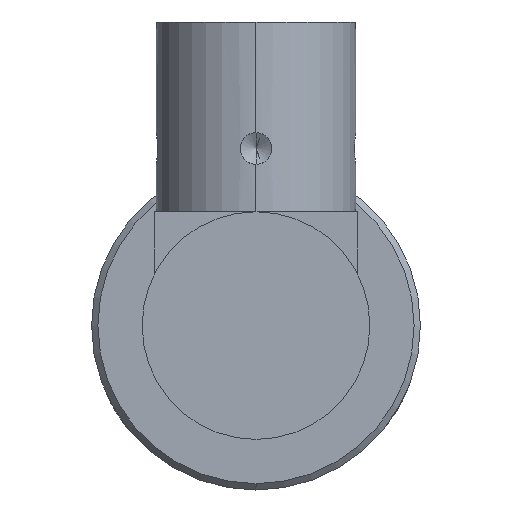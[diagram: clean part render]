
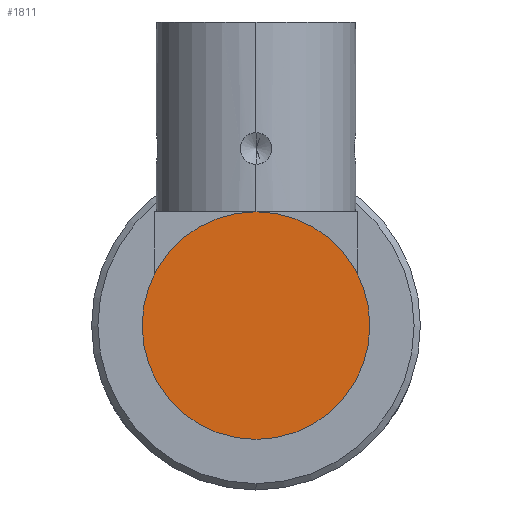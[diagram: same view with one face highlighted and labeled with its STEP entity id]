
A CAD part, left-side view. The second image highlights one B-rep face of the part: STEP entity #1811.
In plain terms, the highlighted planar face has unit normal (-1, 0, 0).
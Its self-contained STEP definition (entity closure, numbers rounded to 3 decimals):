
#136 = DIRECTION ( 'NONE',  ( 0., 0., 1. ) ) ;
#143 = DIRECTION ( 'NONE',  ( -1., 0., 0. ) ) ;
#151 = CARTESIAN_POINT ( 'NONE',  ( -101.1, 0., 0. ) ) ;
#445 = EDGE_LOOP ( 'NONE', ( #652, #668 ) ) ;
#555 = VERTEX_POINT ( 'NONE', #1284 ) ;
#568 = VERTEX_POINT ( 'NONE', #1302 ) ;
#652 = ORIENTED_EDGE ( 'NONE', *, *, #1585, .T. ) ;
#668 = ORIENTED_EDGE ( 'NONE', *, *, #1647, .T. ) ;
#802 = FACE_OUTER_BOUND ( 'NONE', #445, .T. ) ;
#943 = CIRCLE ( 'NONE', #1687, 9. ) ;
#1083 = CIRCLE ( 'NONE', #1673, 9. ) ;
#1284 = CARTESIAN_POINT ( 'NONE',  ( -101.1, 0., 9. ) ) ;
#1302 = CARTESIAN_POINT ( 'NONE',  ( -101.1, 0., -9. ) ) ;
#1585 = EDGE_CURVE ( 'NONE', #555, #568, #943, .T. ) ;
#1647 = EDGE_CURVE ( 'NONE', #568, #555, #1083, .T. ) ;
#1673 = AXIS2_PLACEMENT_3D ( 'NONE', #2114, #2110, #2104 ) ;
#1687 = AXIS2_PLACEMENT_3D ( 'NONE', #151, #143, #136 ) ;
#1730 = AXIS2_PLACEMENT_3D ( 'NONE', #2281, #2249, #2272 ) ;
#1811 = ADVANCED_FACE ( 'NONE', ( #802 ), #2255, .F. ) ;
#2104 = DIRECTION ( 'NONE',  ( 0., 0., 1. ) ) ;
#2110 = DIRECTION ( 'NONE',  ( -1., 0., 0. ) ) ;
#2114 = CARTESIAN_POINT ( 'NONE',  ( -101.1, 0., 0. ) ) ;
#2249 = DIRECTION ( 'NONE',  ( 1., 0., 0. ) ) ;
#2255 = PLANE ( 'NONE',  #1730 ) ;
#2272 = DIRECTION ( 'NONE',  ( 0., 0., -1. ) ) ;
#2281 = CARTESIAN_POINT ( 'NONE',  ( -101.1, 0., 0. ) ) ;
